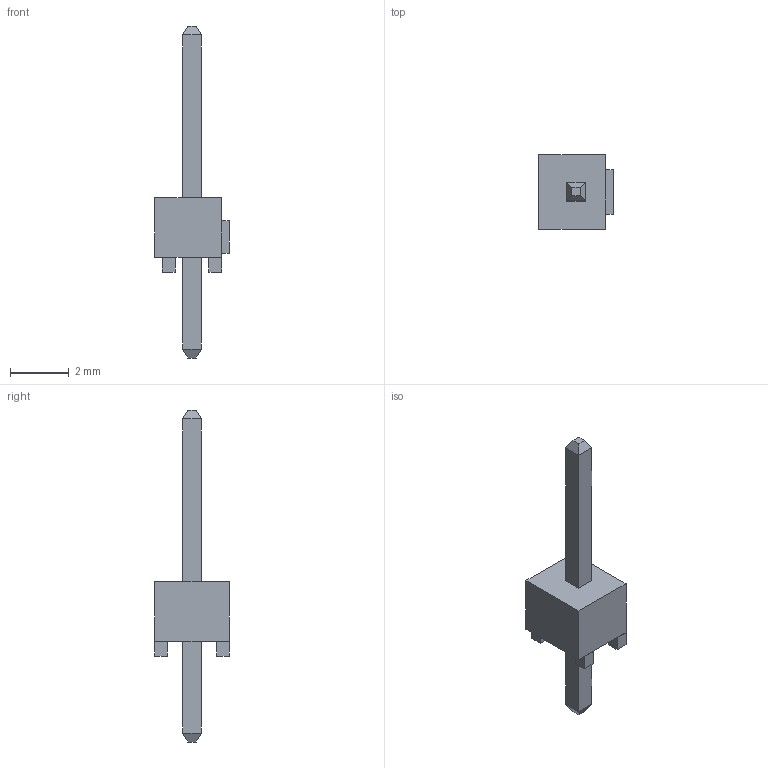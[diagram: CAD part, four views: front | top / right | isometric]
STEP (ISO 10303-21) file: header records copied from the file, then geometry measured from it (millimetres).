
FILE_DESCRIPTION((''),'2;1');
FILE_NAME('SAMTEC_TSW-101-23-L-S.stp','2015-02-17T16:28:32',(''),(''),'Mechanical Desktop 2011','Mechanical Desktop 2011',', , ');
FILE_SCHEMA(('AUTOMOTIVE_DESIGN { 1 2 10303 214 1 1 1 1 }'));
Length unit declared in the file: millimetre
Products named in the file (1): Product
Bounding box: 2.54 x 2.54 x 11.3 mm (x, y, z)
Volume: 16.2 mm3; surface area: 65.2 mm2
Topology: 8 solids, 8 shells, 56 faces, 114 edges, 74 vertices
Faces by surface type: plane 50, bspline 6
Entity records: 1482 total; most frequent: CARTESIAN_POINT 263, ORIENTED_EDGE 228, DIRECTION 216, VECTOR 114, LINE 114, EDGE_CURVE 114, VERTEX_POINT 74, EDGE_LOOP 56
